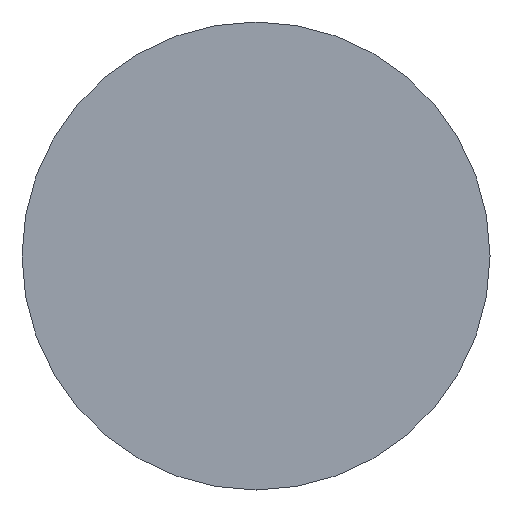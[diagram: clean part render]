
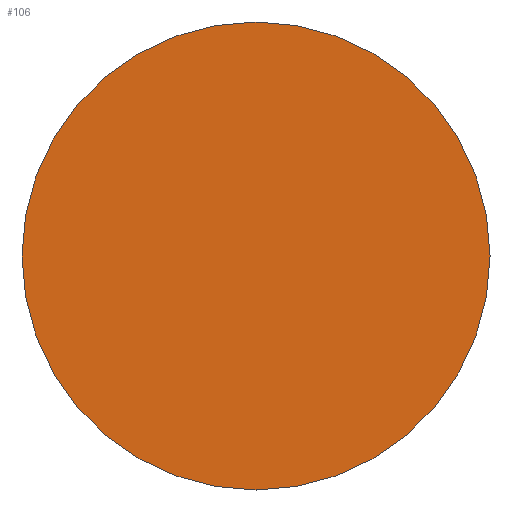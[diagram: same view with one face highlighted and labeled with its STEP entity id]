
A CAD part, front view. The second image highlights one B-rep face of the part: STEP entity #106.
In plain terms, the highlighted planar face has unit normal (0, -1, 0).
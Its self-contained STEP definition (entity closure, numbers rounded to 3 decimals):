
#2 = CARTESIAN_POINT ( 'NONE',  ( 0., 0., 4. ) ) ;
#20 = ORIENTED_EDGE ( 'NONE', *, *, #168, .T. ) ;
#22 = CARTESIAN_POINT ( 'NONE',  ( 0., 0., -4. ) ) ;
#42 = DIRECTION ( 'NONE',  ( 0., -1., 0. ) ) ;
#43 = CARTESIAN_POINT ( 'NONE',  ( 0., 0., 0. ) ) ;
#49 = VERTEX_POINT ( 'NONE', #2 ) ;
#60 = DIRECTION ( 'NONE',  ( 0., 0., -1. ) ) ;
#81 = CARTESIAN_POINT ( 'NONE',  ( 0., 0., 0. ) ) ;
#84 = DIRECTION ( 'NONE',  ( 0., 0., -1. ) ) ;
#100 = DIRECTION ( 'NONE',  ( 0., 0., -1. ) ) ;
#101 = DIRECTION ( 'NONE',  ( 0., -1., 0. ) ) ;
#102 = EDGE_CURVE ( 'NONE', #49, #192, #191, .T. ) ;
#106 = ADVANCED_FACE ( 'NONE', ( #184 ), #183, .T. ) ;
#109 = CIRCLE ( 'NONE', #286, 4. ) ;
#141 = AXIS2_PLACEMENT_3D ( 'NONE', #211, #262, #100 ) ;
#168 = EDGE_CURVE ( 'NONE', #192, #49, #109, .T. ) ;
#174 = EDGE_LOOP ( 'NONE', ( #20, #178 ) ) ;
#178 = ORIENTED_EDGE ( 'NONE', *, *, #102, .T. ) ;
#183 = PLANE ( 'NONE',  #141 ) ;
#184 = FACE_OUTER_BOUND ( 'NONE', #174, .T. ) ;
#191 = CIRCLE ( 'NONE', #227, 4. ) ;
#192 = VERTEX_POINT ( 'NONE', #22 ) ;
#211 = CARTESIAN_POINT ( 'NONE',  ( 0., 0., 0. ) ) ;
#227 = AXIS2_PLACEMENT_3D ( 'NONE', #43, #101, #84 ) ;
#262 = DIRECTION ( 'NONE',  ( 0., -1., 0. ) ) ;
#286 = AXIS2_PLACEMENT_3D ( 'NONE', #81, #42, #60 ) ;
